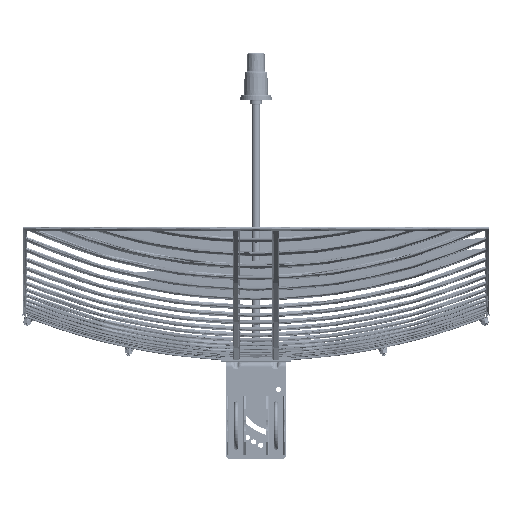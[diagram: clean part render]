
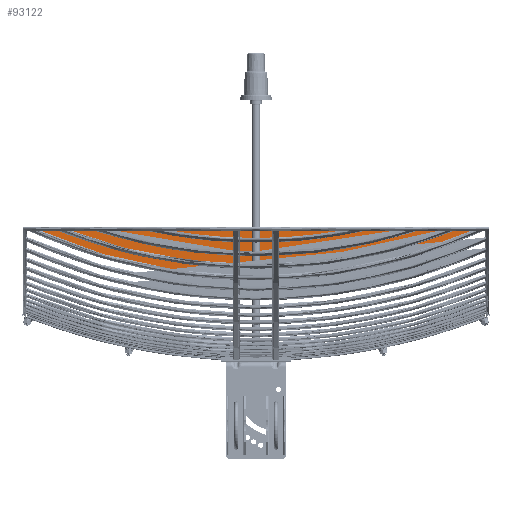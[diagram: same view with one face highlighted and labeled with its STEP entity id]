
A CAD part, left-side view. The second image highlights one B-rep face of the part: STEP entity #93122.
In plain terms, the highlighted planar face has unit normal (-1, 0, 0).
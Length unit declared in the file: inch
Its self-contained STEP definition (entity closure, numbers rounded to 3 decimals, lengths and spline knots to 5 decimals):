
#7862 = ORIENTED_EDGE ( 'NONE', *, *, #74816, .F. ) ;
#7869 = ORIENTED_EDGE ( 'NONE', *, *, #74817, .F. ) ;
#7875 = ORIENTED_EDGE ( 'NONE', *, *, #74810, .F. ) ;
#7881 = ORIENTED_EDGE ( 'NONE', *, *, #74818, .T. ) ;
#17804 = VERTEX_POINT ( 'NONE', #27068 ) ;
#17853 = VERTEX_POINT ( 'NONE', #27193 ) ;
#18141 = VERTEX_POINT ( 'NONE', #103880 ) ;
#18185 = VERTEX_POINT ( 'NONE', #103930 ) ;
#27068 = CARTESIAN_POINT ( 'NONE',  ( 15.359, 0.15448, -24.09829 ) ) ;
#27193 = CARTESIAN_POINT ( 'NONE',  ( 15.359, 0.18946, -24.09829 ) ) ;
#35919 = AXIS2_PLACEMENT_3D ( 'NONE', #93905, #93906, #93907 ) ;
#72576 = EDGE_LOOP ( 'NONE', ( #7862, #7869, #7875, #7881 ) ) ;
#74810 = EDGE_CURVE ( 'NONE', #18141, #17853, #108790, .T. ) ;
#74816 = EDGE_CURVE ( 'NONE', #17804, #18185, #108804, .T. ) ;
#74817 = EDGE_CURVE ( 'NONE', #17853, #17804, #118180, .T. ) ;
#74818 = EDGE_CURVE ( 'NONE', #18141, #18185, #118153, .T. ) ;
#93122 = ADVANCED_FACE ( 'NONE', ( #93392 ), #93883, .F. ) ;
#93392 = FACE_OUTER_BOUND ( 'NONE', #72576, .T. ) ;
#93883 = PLANE ( 'NONE',  #35919 ) ;
#93905 = CARTESIAN_POINT ( 'NONE',  ( 15.359, -11.59408, -27.44966 ) ) ;
#93906 = DIRECTION ( 'NONE',  ( 1., 0., 0. ) ) ;
#93907 = DIRECTION ( 'NONE',  ( 0., 0., -1. ) ) ;
#98491 = CARTESIAN_POINT ( 'NONE',  ( 15.359, -23.34822, -24.11211 ) ) ;
#98509 = CARTESIAN_POINT ( 'NONE',  ( 15.359, -15.76557, -27.67166 ) ) ;
#98522 = CARTESIAN_POINT ( 'NONE',  ( 15.359, -7.389, -27.66674 ) ) ;
#98523 = CARTESIAN_POINT ( 'NONE',  ( 15.359, 0.18946, -24.09829 ) ) ;
#98550 = CARTESIAN_POINT ( 'NONE',  ( 15.359, -7.41372, -27.65133 ) ) ;
#98551 = CARTESIAN_POINT ( 'NONE',  ( 15.359, 0.15448, -24.09829 ) ) ;
#98560 = CARTESIAN_POINT ( 'NONE',  ( 15.359, -23.34822, -24.11211 ) ) ;
#98561 = CARTESIAN_POINT ( 'NONE',  ( 15.359, -15.77444, -27.65133 ) ) ;
#98562 = CARTESIAN_POINT ( 'NONE',  ( 15.359, -23.34264, -24.09829 ) ) ;
#98563 = CARTESIAN_POINT ( 'NONE',  ( 15.359, -11.59408, -24.09829 ) ) ;
#98565 = DIRECTION ( 'NONE',  ( 0., -1., 0. ) ) ;
#98566 = DIRECTION ( 'NONE',  ( 0., 0.374, 0.927 ) ) ;
#103880 = CARTESIAN_POINT ( 'NONE',  ( 15.359, -23.34822, -24.11211 ) ) ;
#103930 = CARTESIAN_POINT ( 'NONE',  ( 15.359, -23.34264, -24.09829 ) ) ;
#108790 =( BOUNDED_CURVE ( )  B_SPLINE_CURVE ( 3, ( #98491, #98509, #98522, #98523 ),
 .UNSPECIFIED., .F., .F. ) 
 B_SPLINE_CURVE_WITH_KNOTS ( ( 4, 4 ),
 ( 0., 1. ),
 .UNSPECIFIED. ) 
 CURVE ( )  GEOMETRIC_REPRESENTATION_ITEM ( )  RATIONAL_B_SPLINE_CURVE ( ( 1., 0.937, 0.937, 1. ) ) 
 REPRESENTATION_ITEM ( '' )  );
#108804 =( BOUNDED_CURVE ( )  B_SPLINE_CURVE ( 3, ( #98551, #98550, #98561, #98562 ),
 .UNSPECIFIED., .F., .F. ) 
 B_SPLINE_CURVE_WITH_KNOTS ( ( 4, 4 ),
 ( 0., 1. ),
 .UNSPECIFIED. ) 
 CURVE ( )  GEOMETRIC_REPRESENTATION_ITEM ( )  RATIONAL_B_SPLINE_CURVE ( ( 1., 0.937, 0.937, 1. ) ) 
 REPRESENTATION_ITEM ( '' )  );
#118153 = LINE ( 'NONE', #98560, #118198 ) ;
#118180 = LINE ( 'NONE', #98563, #118189 ) ;
#118189 = VECTOR ( 'NONE', #98565, 39.37008 ) ;
#118198 = VECTOR ( 'NONE', #98566, 39.37008 ) ;
